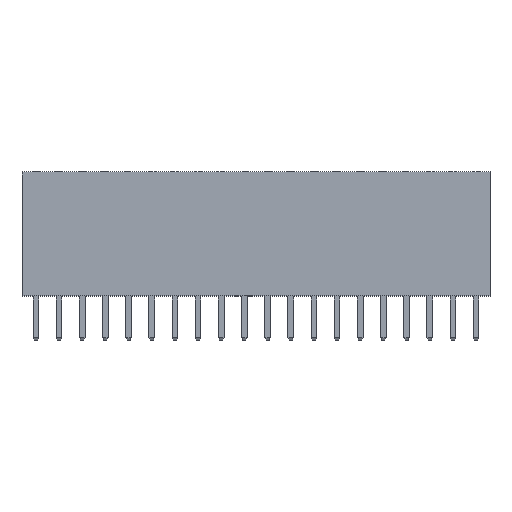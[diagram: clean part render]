
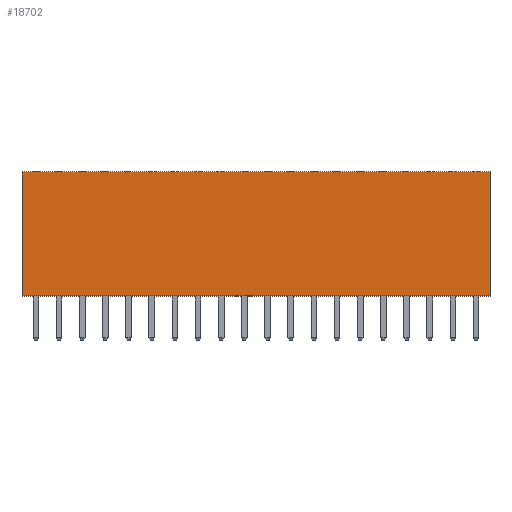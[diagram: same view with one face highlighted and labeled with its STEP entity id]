
A CAD part, top view. The second image highlights one B-rep face of the part: STEP entity #18702.
In plain terms, the highlighted planar face has unit normal (0, 0, 1).
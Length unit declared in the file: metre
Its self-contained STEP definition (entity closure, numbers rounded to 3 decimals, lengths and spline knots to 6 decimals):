
#3348=ORIENTED_EDGE('',*,*,#5679,.T.);
#3349=ORIENTED_EDGE('',*,*,#7285,.F.);
#3350=ORIENTED_EDGE('',*,*,#7202,.F.);
#3351=ORIENTED_EDGE('',*,*,#7286,.T.);
#5679=EDGE_CURVE('',#8328,#8331,#10019,.T.);
#7202=EDGE_CURVE('',#9374,#9375,#11542,.T.);
#7285=EDGE_CURVE('',#9375,#8331,#11625,.T.);
#7286=EDGE_CURVE('',#9374,#8328,#11626,.T.);
#8328=VERTEX_POINT('',#25592);
#8331=VERTEX_POINT('',#25597);
#9374=VERTEX_POINT('',#28684);
#9375=VERTEX_POINT('',#28686);
#10019=LINE('',#25598,#12511);
#11542=LINE('',#28685,#14034);
#11625=LINE('',#28850,#14117);
#11626=LINE('',#28852,#14118);
#12511=VECTOR('',#20530,1.);
#14034=VECTOR('',#23095,1.);
#14117=VECTOR('',#23340,1.);
#14118=VECTOR('',#23343,1.);
#15524=EDGE_LOOP('',(#3348,#3349,#3350,#3351));
#16650=FACE_BOUND('',#15524,.T.);
#17696=PLANE('',#19761);
#18702=ADVANCED_FACE('',(#16650),#17696,.F.);
#19761=AXIS2_PLACEMENT_3D('',#28854,#23345,#23346);
#20530=DIRECTION('',(1.,0.,0.));
#23095=DIRECTION('',(1.,0.,0.));
#23340=DIRECTION('',(0.,-1.,0.));
#23343=DIRECTION('',(0.,-1.,0.));
#23345=DIRECTION('',(0.,0.,-1.));
#23346=DIRECTION('',(-1.,0.,0.));
#25592=CARTESIAN_POINT('',(-0.025654,-0.00508,0.002477));
#25597=CARTESIAN_POINT('',(0.025654,-0.00508,0.002477));
#25598=CARTESIAN_POINT('',(0.,-0.00508,0.002477));
#28684=CARTESIAN_POINT('',(-0.025654,0.008509,0.002477));
#28685=CARTESIAN_POINT('',(-0.025654,0.008509,0.002477));
#28686=CARTESIAN_POINT('',(0.025654,0.008509,0.002477));
#28850=CARTESIAN_POINT('',(0.025654,0.008509,0.002477));
#28852=CARTESIAN_POINT('',(-0.025654,0.008509,0.002477));
#28854=CARTESIAN_POINT('',(-0.025654,0.008509,0.002477));
